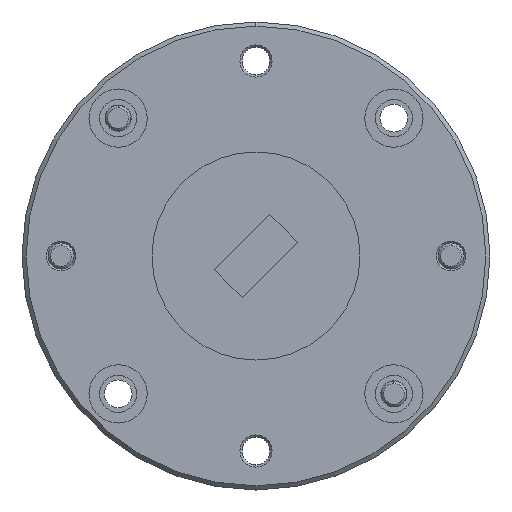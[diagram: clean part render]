
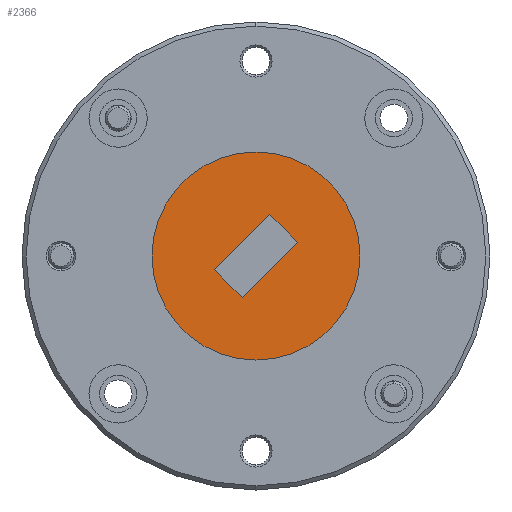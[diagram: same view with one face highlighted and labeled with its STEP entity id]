
A CAD part, left-side view. The second image highlights one B-rep face of the part: STEP entity #2366.
In plain terms, the highlighted planar face has unit normal (-1, 0, 0).
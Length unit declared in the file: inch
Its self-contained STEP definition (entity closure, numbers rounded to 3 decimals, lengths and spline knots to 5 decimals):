
#84 = LINE ( 'NONE', #676, #445 ) ;
#366 = AXIS2_PLACEMENT_3D ( 'NONE', #698, #3576, #1307 ) ;
#372 = ORIENTED_EDGE ( 'NONE', *, *, #652, .F. ) ;
#388 = VERTEX_POINT ( 'NONE', #3891 ) ;
#430 = ORIENTED_EDGE ( 'NONE', *, *, #4147, .F. ) ;
#445 = VECTOR ( 'NONE', #3860, 39.37008 ) ;
#501 = AXIS2_PLACEMENT_3D ( 'NONE', #3267, #3591, #648 ) ;
#637 = EDGE_CURVE ( 'NONE', #2355, #1482, #2474, .T. ) ;
#648 = DIRECTION ( 'NONE',  ( 0., 0., 1. ) ) ;
#652 = EDGE_CURVE ( 'NONE', #388, #2355, #797, .T. ) ;
#676 = CARTESIAN_POINT ( 'NONE',  ( 0.37032, 1.41897, 2.10392 ) ) ;
#680 = VERTEX_POINT ( 'NONE', #3065 ) ;
#698 = CARTESIAN_POINT ( 'NONE',  ( 0.37032, 1.51867, 2.07068 ) ) ;
#779 = LINE ( 'NONE', #2663, #1629 ) ;
#793 = DIRECTION ( 'NONE',  ( 0., 0., 1. ) ) ;
#797 = LINE ( 'NONE', #1083, #2264 ) ;
#1082 = FACE_OUTER_BOUND ( 'NONE', #2282, .T. ) ;
#1083 = CARTESIAN_POINT ( 'NONE',  ( 0.37032, 1.48544, 2.17039 ) ) ;
#1146 = CARTESIAN_POINT ( 'NONE',  ( 0.37032, 1.51867, 2.07068 ) ) ;
#1152 = ORIENTED_EDGE ( 'NONE', *, *, #637, .F. ) ;
#1307 = DIRECTION ( 'NONE',  ( 0., 0., 1. ) ) ;
#1349 = VERTEX_POINT ( 'NONE', #2537 ) ;
#1482 = VERTEX_POINT ( 'NONE', #2286 ) ;
#1517 = CARTESIAN_POINT ( 'NONE',  ( 0.37032, 1.55191, 1.97098 ) ) ;
#1629 = VECTOR ( 'NONE', #3623, 39.37008 ) ;
#1683 = ORIENTED_EDGE ( 'NONE', *, *, #2947, .F. ) ;
#1950 = VERTEX_POINT ( 'NONE', #1517 ) ;
#2059 = VECTOR ( 'NONE', #3018, 39.37008 ) ;
#2068 = CIRCLE ( 'NONE', #4151, 0.25 ) ;
#2070 = CIRCLE ( 'NONE', #366, 0.25 ) ;
#2264 = VECTOR ( 'NONE', #2402, 39.37008 ) ;
#2282 = EDGE_LOOP ( 'NONE', ( #4153, #3846 ) ) ;
#2286 = CARTESIAN_POINT ( 'NONE',  ( 0.37032, 1.61838, 2.03745 ) ) ;
#2355 = VERTEX_POINT ( 'NONE', #2926 ) ;
#2366 = ADVANCED_FACE ( 'NONE', ( #3810, #1082 ), #4210, .F. ) ;
#2402 = DIRECTION ( 'NONE',  ( 0., 0.707, 0.707 ) ) ;
#2474 = LINE ( 'NONE', #2709, #2059 ) ;
#2537 = CARTESIAN_POINT ( 'NONE',  ( 0.37032, 1.51867, 1.82068 ) ) ;
#2663 = CARTESIAN_POINT ( 'NONE',  ( 0.37032, 1.61838, 2.03745 ) ) ;
#2709 = CARTESIAN_POINT ( 'NONE',  ( 0.37032, 1.48544, 2.17039 ) ) ;
#2867 = EDGE_CURVE ( 'NONE', #1349, #680, #2070, .T. ) ;
#2926 = CARTESIAN_POINT ( 'NONE',  ( 0.37032, 1.48544, 2.17039 ) ) ;
#2947 = EDGE_CURVE ( 'NONE', #1950, #388, #84, .T. ) ;
#3018 = DIRECTION ( 'NONE',  ( 0., 0.707, -0.707 ) ) ;
#3065 = CARTESIAN_POINT ( 'NONE',  ( 0.37032, 1.51867, 2.32068 ) ) ;
#3219 = EDGE_CURVE ( 'NONE', #680, #1349, #2068, .T. ) ;
#3267 = CARTESIAN_POINT ( 'NONE',  ( 0.37032, 1.76867, 2.07068 ) ) ;
#3576 = DIRECTION ( 'NONE',  ( -1., 0., 0. ) ) ;
#3591 = DIRECTION ( 'NONE',  ( 1., 0., 0. ) ) ;
#3623 = DIRECTION ( 'NONE',  ( 0., -0.707, -0.707 ) ) ;
#3722 = DIRECTION ( 'NONE',  ( -1., 0., 0. ) ) ;
#3810 = FACE_BOUND ( 'NONE', #3912, .T. ) ;
#3846 = ORIENTED_EDGE ( 'NONE', *, *, #2867, .T. ) ;
#3860 = DIRECTION ( 'NONE',  ( 0., -0.707, 0.707 ) ) ;
#3891 = CARTESIAN_POINT ( 'NONE',  ( 0.37032, 1.41897, 2.10392 ) ) ;
#3912 = EDGE_LOOP ( 'NONE', ( #372, #1683, #430, #1152 ) ) ;
#4147 = EDGE_CURVE ( 'NONE', #1482, #1950, #779, .T. ) ;
#4151 = AXIS2_PLACEMENT_3D ( 'NONE', #1146, #3722, #793 ) ;
#4153 = ORIENTED_EDGE ( 'NONE', *, *, #3219, .T. ) ;
#4210 = PLANE ( 'NONE',  #501 ) ;
